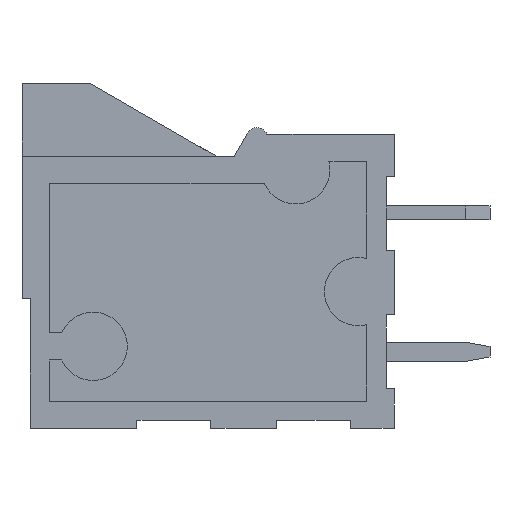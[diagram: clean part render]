
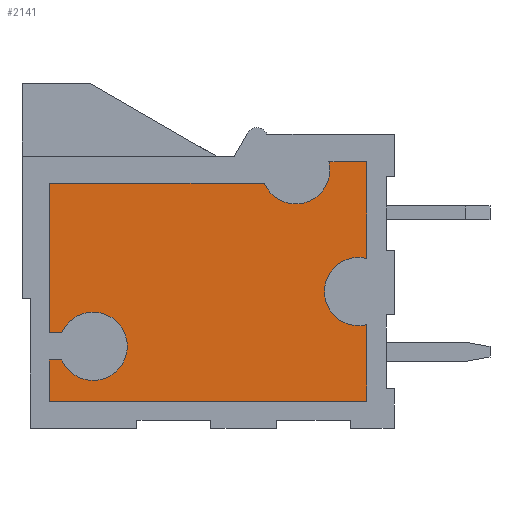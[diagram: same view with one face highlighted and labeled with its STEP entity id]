
A CAD part, left-side view. The second image highlights one B-rep face of the part: STEP entity #2141.
In plain terms, the highlighted planar face has unit normal (-1, 0, 0).
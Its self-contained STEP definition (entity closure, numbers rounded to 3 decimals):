
#34=CIRCLE('',#2247,1.25);
#36=CIRCLE('',#2250,1.25);
#41=CIRCLE('',#2290,1.25);
#169=FACE_OUTER_BOUND('',#284,.T.);
#284=EDGE_LOOP('',(#1912,#1913,#1914,#1915,#1916,#1917,#1918,#1919,#1920,
#1921,#1922,#1923));
#543=LINE('',#3415,#818);
#545=LINE('',#3419,#820);
#547=LINE('',#3423,#822);
#549=LINE('',#3426,#824);
#550=LINE('',#3429,#825);
#552=LINE('',#3433,#827);
#554=LINE('',#3437,#829);
#557=LINE('',#3445,#832);
#559=LINE('',#3448,#834);
#818=VECTOR('',#2798,1000.);
#820=VECTOR('',#2802,1000.);
#822=VECTOR('',#2806,1000.);
#824=VECTOR('',#2810,1000.);
#825=VECTOR('',#2813,1000.);
#827=VECTOR('',#2817,1000.);
#829=VECTOR('',#2821,1000.);
#832=VECTOR('',#2830,1000.);
#834=VECTOR('',#2834,1000.);
#959=VERTEX_POINT('',#3226);
#960=VERTEX_POINT('',#3227);
#963=VERTEX_POINT('',#3235);
#964=VERTEX_POINT('',#3236);
#1025=VERTEX_POINT('',#3414);
#1026=VERTEX_POINT('',#3418);
#1027=VERTEX_POINT('',#3422);
#1028=VERTEX_POINT('',#3428);
#1029=VERTEX_POINT('',#3432);
#1030=VERTEX_POINT('',#3436);
#1031=VERTEX_POINT('',#3440);
#1032=VERTEX_POINT('',#3444);
#1219=EDGE_CURVE('',#959,#960,#34,.T.);
#1223=EDGE_CURVE('',#963,#964,#36,.T.);
#1312=EDGE_CURVE('',#1025,#964,#543,.T.);
#1314=EDGE_CURVE('',#1026,#1025,#545,.T.);
#1316=EDGE_CURVE('',#1026,#1027,#547,.T.);
#1318=EDGE_CURVE('',#1027,#959,#549,.T.);
#1319=EDGE_CURVE('',#1028,#960,#550,.T.);
#1321=EDGE_CURVE('',#1028,#1029,#552,.T.);
#1323=EDGE_CURVE('',#1030,#1029,#554,.T.);
#1325=EDGE_CURVE('',#1030,#1031,#41,.T.);
#1327=EDGE_CURVE('',#1031,#1032,#557,.T.);
#1329=EDGE_CURVE('',#963,#1032,#559,.T.);
#1912=ORIENTED_EDGE('',*,*,#1223,.F.);
#1913=ORIENTED_EDGE('',*,*,#1329,.T.);
#1914=ORIENTED_EDGE('',*,*,#1327,.F.);
#1915=ORIENTED_EDGE('',*,*,#1325,.F.);
#1916=ORIENTED_EDGE('',*,*,#1323,.T.);
#1917=ORIENTED_EDGE('',*,*,#1321,.F.);
#1918=ORIENTED_EDGE('',*,*,#1319,.T.);
#1919=ORIENTED_EDGE('',*,*,#1219,.F.);
#1920=ORIENTED_EDGE('',*,*,#1318,.F.);
#1921=ORIENTED_EDGE('',*,*,#1316,.F.);
#1922=ORIENTED_EDGE('',*,*,#1314,.T.);
#1923=ORIENTED_EDGE('',*,*,#1312,.T.);
#2028=PLANE('',#2293);
#2141=ADVANCED_FACE('',(#169),#2028,.T.);
#2247=AXIS2_PLACEMENT_3D('',#3228,#2640,#2641);
#2250=AXIS2_PLACEMENT_3D('',#3237,#2648,#2649);
#2290=AXIS2_PLACEMENT_3D('',#3441,#2825,#2826);
#2293=AXIS2_PLACEMENT_3D('',#3449,#2835,#2836);
#2640=DIRECTION('center_axis',(-1.,0.,0.));
#2641=DIRECTION('ref_axis',(0.,0.,1.));
#2648=DIRECTION('center_axis',(-1.,0.,0.));
#2649=DIRECTION('ref_axis',(0.,0.,1.));
#2798=DIRECTION('',(0.,0.,1.));
#2802=DIRECTION('',(0.,-1.,0.));
#2806=DIRECTION('',(0.,0.,1.));
#2810=DIRECTION('',(0.,-1.,0.));
#2813=DIRECTION('',(0.,-1.,0.));
#2817=DIRECTION('',(0.,0.,1.));
#2821=DIRECTION('',(0.,1.,0.));
#2825=DIRECTION('center_axis',(-1.,0.,0.));
#2826=DIRECTION('ref_axis',(0.,0.,1.));
#2830=DIRECTION('',(0.,-1.,0.));
#2834=DIRECTION('',(0.,0.,1.));
#2835=DIRECTION('center_axis',(-1.,0.,0.));
#2836=DIRECTION('ref_axis',(0.,0.,1.));
#3226=CARTESIAN_POINT('',(1.5,12.146,-10.1));
#3227=CARTESIAN_POINT('',(1.5,12.146,-9.1));
#3228=CARTESIAN_POINT('Origin',(1.5,11.,-9.6));
#3235=CARTESIAN_POINT('',(1.5,1.,-6.387));
#3236=CARTESIAN_POINT('',(1.5,1.,-8.813));
#3237=CARTESIAN_POINT('Origin',(1.5,1.3,-7.6));
#3414=CARTESIAN_POINT('',(1.5,1.,-11.6));
#3415=CARTESIAN_POINT('',(1.5,1.,0.));
#3418=CARTESIAN_POINT('',(1.5,12.6,-11.6));
#3419=CARTESIAN_POINT('',(1.5,0.,-11.6));
#3422=CARTESIAN_POINT('',(1.5,12.6,-10.1));
#3423=CARTESIAN_POINT('',(1.5,12.6,0.));
#3426=CARTESIAN_POINT('',(1.5,0.,-10.1));
#3428=CARTESIAN_POINT('',(1.5,12.6,-9.1));
#3429=CARTESIAN_POINT('',(1.5,0.,-9.1));
#3432=CARTESIAN_POINT('',(1.5,12.6,-3.65));
#3433=CARTESIAN_POINT('',(1.5,12.6,0.));
#3436=CARTESIAN_POINT('',(1.5,4.746,-3.65));
#3437=CARTESIAN_POINT('',(1.5,0.,-3.65));
#3440=CARTESIAN_POINT('',(1.5,2.387,-2.85));
#3441=CARTESIAN_POINT('Origin',(1.5,3.6,-3.15));
#3444=CARTESIAN_POINT('',(1.5,1.,-2.85));
#3445=CARTESIAN_POINT('',(1.5,0.,-2.85));
#3448=CARTESIAN_POINT('',(1.5,1.,0.));
#3449=CARTESIAN_POINT('Origin',(1.5,0.,0.));
